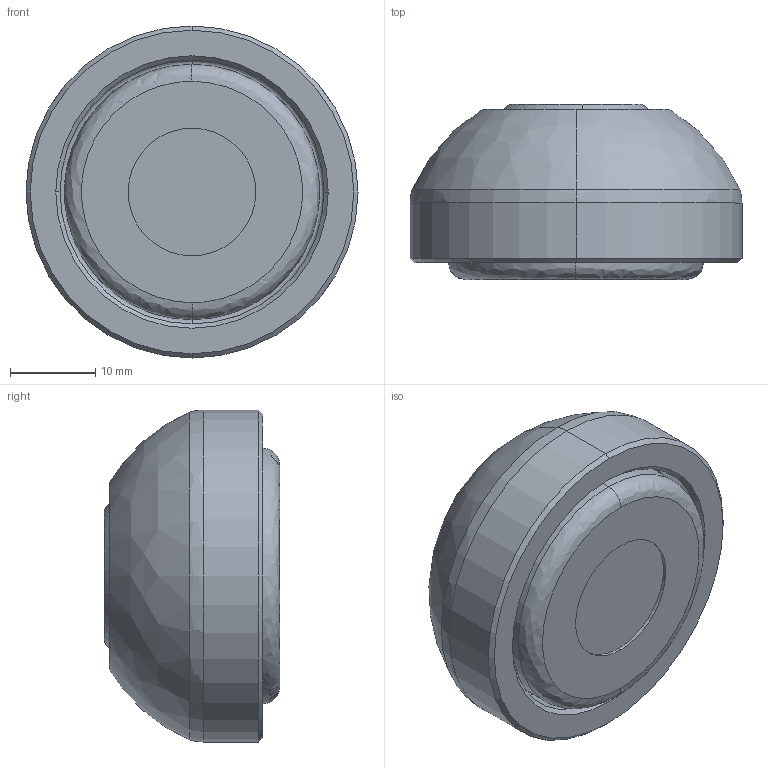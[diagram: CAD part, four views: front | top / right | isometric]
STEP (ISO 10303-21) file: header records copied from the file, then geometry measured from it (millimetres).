
FILE_DESCRIPTION (( 'STEP AP214' ), '1' );
FILE_NAME ('7410055', '2019-01-30T09:23:51', ( '' ), ('JUGARD+KÜNSTNER GmbH'), 'SwSTEP 2.0', 'SolidWorks 2017', '' );
FILE_SCHEMA (( 'AUTOMOTIVE_DESIGN' ));
Length unit declared in the file: millimetre
Products named in the file (4): Part3; Part2; 7410055; Part1
Assembly tree (3 placements, depth 2):
  7410055
    Part3
    Part1
    Part2
Bounding box: 39 x 20.61 x 39 mm (x, y, z)
Volume: 17512 mm3; surface area: 8032.2 mm2
Topology: 3 solids, 3 shells, 72 faces, 141 edges, 82 vertices
Faces by surface type: bspline 26, cylinder 24, plane 12, cone 10
Entity records: 4270 total; most frequent: CARTESIAN_POINT 1919, DIRECTION 316, ORIENTED_EDGE 282, AXIS2_PLACEMENT_3D 141, EDGE_CURVE 141, CIRCLE 89, UNCERTAINTY_MEASURE_WITH_UNIT 82, VERTEX_POINT 82
